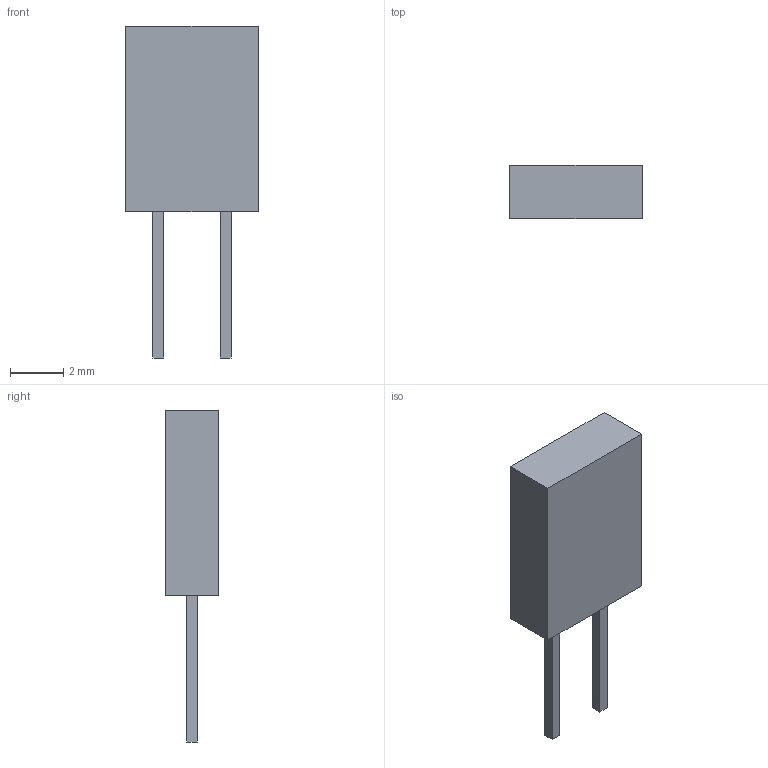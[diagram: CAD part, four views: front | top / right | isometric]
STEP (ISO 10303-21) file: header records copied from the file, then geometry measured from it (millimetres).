
FILE_DESCRIPTION(('FreeCAD Model'),'2;1');
FILE_NAME('Open CASCADE Shape Model','2025-02-19T12:31:54',( 'kicad StepUp'),('ksu MCAD'),'Open CASCADE STEP processor 7.7', 'FreeCAD','Unknown');
FILE_SCHEMA(('AUTOMOTIVE_DESIGN { 1 0 10303 214 1 1 1 1 }'));
Length unit declared in the file: millimetre
Products named in the file (4): LED_Rectangular_W5.0mm_H2.0mm_L10mm_Red; Solid; Solid001; Solid002
Assembly tree (3 placements, depth 2):
  LED_Rectangular_W5.0mm_H2.0mm_L10mm_Red
    Solid
    Solid001
    Solid002
Bounding box: 5 x 2 x 12.5 mm (x, y, z)
Volume: 71.8 mm3; surface area: 136.2 mm2
Topology: 3 solids, 3 shells, 20 faces, 44 edges, 32 vertices
Faces by surface type: plane 20
Entity records: 647 total; most frequent: CARTESIAN_POINT 100, DIRECTION 92, ORIENTED_EDGE 88, EDGE_CURVE 44, LINE 44, VECTOR 44, VERTEX_POINT 32, AXIS2_PLACEMENT_3D 24
